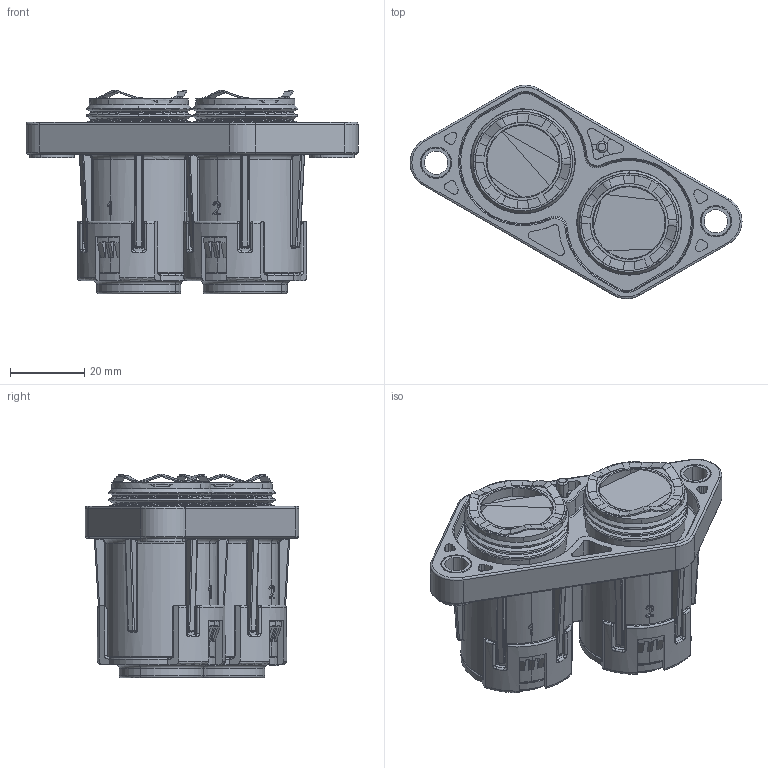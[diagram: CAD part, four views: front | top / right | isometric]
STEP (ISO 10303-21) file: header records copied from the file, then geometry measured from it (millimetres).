
FILE_DESCRIPTION (( 'STEP AP203' ), '1' );
FILE_NAME ('YGIPT5-P2-70¿Í»§.STEP', '2025-02-25T02:16:15', ( '' ), ( '' ), 'SwSTEP 2.0', 'SolidWorks 2023', '' );
FILE_SCHEMA (( 'CONFIG_CONTROL_DESIGN' ));
Products named in the file (1): YGIPT5-P2-70客户
Bounding box: 89.22 x 57.43 x 54.71 mm (x, y, z)
Volume: 77833.5 mm3; surface area: 28530.1 mm2
Topology: 5 solids, 9 shells, 1843 faces, 4867 edges, 3005 vertices
Faces by surface type: plane 641, cylinder 540, bspline 366, torus 158, cone 74, sphere 64
Entity records: 79958 total; most frequent: CARTESIAN_POINT 37536, ORIENTED_EDGE 9614, DIRECTION 7911, EDGE_CURVE 4807, VERTEX_POINT 2997, AXIS2_PLACEMENT_3D 2898, LINE 2115, VECTOR 2115
